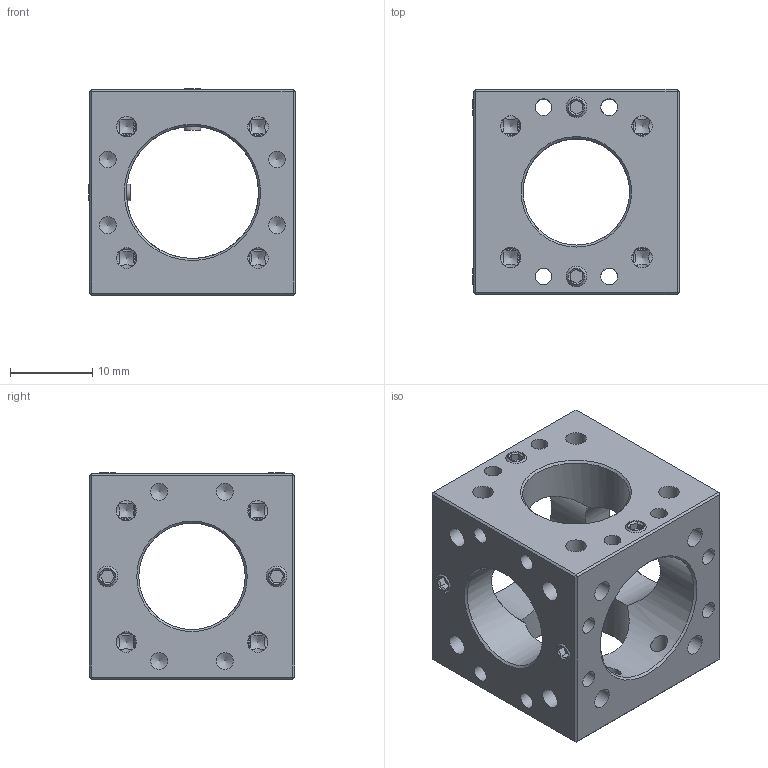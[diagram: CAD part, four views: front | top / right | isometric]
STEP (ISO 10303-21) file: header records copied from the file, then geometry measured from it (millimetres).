
FILE_DESCRIPTION (( 'STEP AP203' ), '1' );
FILE_NAME ('530166.STEP', '2025-05-07T05:37:20', ( 'Windows User' ), ( 'P R C' ), 'SwSTEP 2.0', 'SolidWorks 2020', '' );
FILE_SCHEMA (( 'CONFIG_CONTROL_DESIGN' ));
Length unit declared in the file: millimetre
Products named in the file (1): 530166
Bounding box: 25.09 x 25 x 25.09 mm (x, y, z)
Volume: 6879.5 mm3; surface area: 6150 mm2
Topology: 5 solids, 5 shells, 378 faces, 892 edges, 491 vertices
Faces by surface type: cylinder 210, cone 106, plane 62
Full cylindrical faces by diameter (mm): 2 x4, 2.05 x24, 2.5 x28, 3 x4, 12.954 x4, 16.1 x2
Entity records: 11101 total; most frequent: CARTESIAN_POINT 4159, ORIENTED_EDGE 1360, DIRECTION 1350, EDGE_CURVE 680, AXIS2_PLACEMENT_3D 627, EDGE_LOOP 536, FACE_OUTER_BOUND 444, VERTEX_POINT 404
